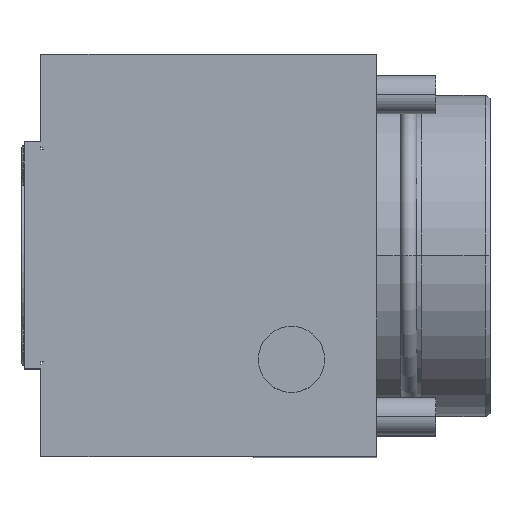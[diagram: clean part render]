
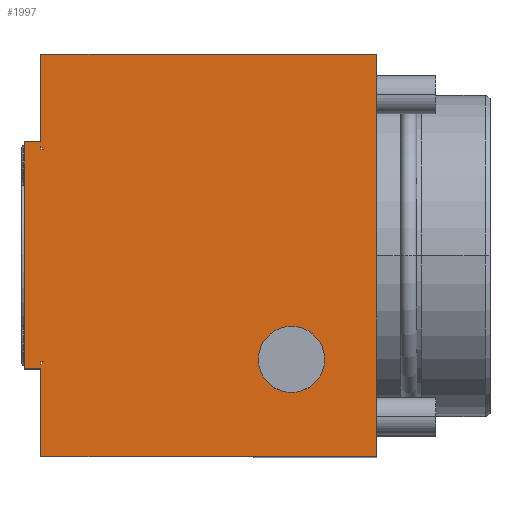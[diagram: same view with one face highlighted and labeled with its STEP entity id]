
A CAD part, top view. The second image highlights one B-rep face of the part: STEP entity #1997.
In plain terms, the highlighted planar face has unit normal (0, 0, 1).
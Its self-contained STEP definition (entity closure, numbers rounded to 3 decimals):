
#173=DIRECTION('',(0.,-1.,0.));
#174=VECTOR('',#173,18.5);
#175=CARTESIAN_POINT('',(-71.,-24.,76.));
#176=LINE('',#175,#174);
#177=DIRECTION('',(1.,0.,0.));
#178=VECTOR('',#177,3.5);
#179=CARTESIAN_POINT('',(-74.5,24.,76.));
#180=LINE('',#179,#178);
#181=DIRECTION('',(0.,-1.,0.));
#182=VECTOR('',#181,18.5);
#183=CARTESIAN_POINT('',(-71.,42.5,76.));
#184=LINE('',#183,#182);
#185=DIRECTION('',(-1.,0.,0.));
#186=VECTOR('',#185,71.);
#187=CARTESIAN_POINT('',(0.,42.5,76.));
#188=LINE('',#187,#186);
#189=DIRECTION('',(0.,1.,0.));
#190=VECTOR('',#189,85.);
#191=CARTESIAN_POINT('',(0.,-42.5,76.));
#192=LINE('',#191,#190);
#193=DIRECTION('',(1.,0.,0.));
#194=VECTOR('',#193,71.);
#195=CARTESIAN_POINT('',(-71.,-42.5,76.));
#196=LINE('',#195,#194);
#197=DIRECTION('',(0.707,-0.707,0.));
#198=VECTOR('',#197,0.707);
#199=CARTESIAN_POINT('',(-71.,23.,76.));
#200=LINE('',#199,#198);
#201=DIRECTION('',(0.,-1.,0.));
#202=VECTOR('',#201,0.5);
#203=CARTESIAN_POINT('',(-71.,23.,76.));
#204=LINE('',#203,#202);
#205=DIRECTION('',(1.,0.,0.));
#206=VECTOR('',#205,0.5);
#207=CARTESIAN_POINT('',(-71.,22.5,76.));
#208=LINE('',#207,#206);
#209=DIRECTION('',(-0.707,-0.707,0.));
#210=VECTOR('',#209,0.707);
#211=CARTESIAN_POINT('',(-70.5,-22.5,76.));
#212=LINE('',#211,#210);
#213=DIRECTION('',(0.,-1.,0.));
#214=VECTOR('',#213,0.5);
#215=CARTESIAN_POINT('',(-71.,-22.5,76.));
#216=LINE('',#215,#214);
#217=CARTESIAN_POINT('',(-18.,-22.,76.));
#218=DIRECTION('',(0.,0.,-1.));
#219=DIRECTION('',(-1.,0.,0.));
#220=AXIS2_PLACEMENT_3D('',#217,#218,#219);
#222=CARTESIAN_POINT('',(-18.,-22.,76.));
#223=DIRECTION('',(0.,0.,-1.));
#224=DIRECTION('',(1.,0.,0.));
#225=AXIS2_PLACEMENT_3D('',#222,#223,#224);
#243=DIRECTION('',(1.,0.,0.));
#244=VECTOR('',#243,3.5);
#245=CARTESIAN_POINT('',(-74.5,-24.,76.));
#246=LINE('',#245,#244);
#263=DIRECTION('',(1.,0.,0.));
#264=VECTOR('',#263,0.5);
#265=CARTESIAN_POINT('',(-71.,-22.5,76.));
#266=LINE('',#265,#264);
#347=DIRECTION('',(0.,-1.,0.));
#348=VECTOR('',#347,48.);
#349=CARTESIAN_POINT('',(-74.5,24.,76.));
#350=LINE('',#349,#348);
#1387=CARTESIAN_POINT('',(0.,-42.5,76.));
#1388=CARTESIAN_POINT('',(0.,42.5,76.));
#1389=VERTEX_POINT('',#1387);
#1390=VERTEX_POINT('',#1388);
#1391=CARTESIAN_POINT('',(-71.,42.5,76.));
#1392=VERTEX_POINT('',#1391);
#1393=CARTESIAN_POINT('',(-71.,-42.5,76.));
#1394=VERTEX_POINT('',#1393);
#1535=CARTESIAN_POINT('',(-74.5,-24.,76.));
#1537=VERTEX_POINT('',#1535);
#1541=CARTESIAN_POINT('',(-74.5,24.,76.));
#1542=VERTEX_POINT('',#1541);
#1543=CARTESIAN_POINT('',(-71.,-22.5,76.));
#1545=VERTEX_POINT('',#1543);
#1548=CARTESIAN_POINT('',(-71.,22.5,76.));
#1550=VERTEX_POINT('',#1548);
#1563=CARTESIAN_POINT('',(-71.,-24.,76.));
#1565=VERTEX_POINT('',#1563);
#1573=CARTESIAN_POINT('',(-71.,24.,76.));
#1574=VERTEX_POINT('',#1573);
#1595=CARTESIAN_POINT('',(-71.,-23.,76.));
#1596=VERTEX_POINT('',#1595);
#1597=CARTESIAN_POINT('',(-70.5,-22.5,76.));
#1598=VERTEX_POINT('',#1597);
#1599=CARTESIAN_POINT('',(-71.,23.,76.));
#1600=VERTEX_POINT('',#1599);
#1601=CARTESIAN_POINT('',(-70.5,22.5,76.));
#1602=VERTEX_POINT('',#1601);
#1687=CARTESIAN_POINT('',(-25.,-22.,76.));
#1688=CARTESIAN_POINT('',(-11.,-22.,76.));
#1689=VERTEX_POINT('',#1687);
#1690=VERTEX_POINT('',#1688);
#1955=CARTESIAN_POINT('',(0.,0.,76.));
#1956=DIRECTION('',(0.,0.,1.));
#1957=DIRECTION('',(0.,1.,0.));
#1958=AXIS2_PLACEMENT_3D('',#1955,#1956,#1957);
#1959=PLANE('',#1958);
#1961=ORIENTED_EDGE('',*,*,#1960,.F.);
#1963=ORIENTED_EDGE('',*,*,#1962,.F.);
#1965=ORIENTED_EDGE('',*,*,#1964,.F.);
#1967=ORIENTED_EDGE('',*,*,#1966,.T.);
#1969=ORIENTED_EDGE('',*,*,#1968,.F.);
#1970=ORIENTED_EDGE('',*,*,#1888,.F.);
#1972=ORIENTED_EDGE('',*,*,#1971,.F.);
#1974=ORIENTED_EDGE('',*,*,#1973,.F.);
#1975=EDGE_LOOP('',(#1961,#1963,#1965,#1967,#1969,#1970,#1972,#1974));
#1976=FACE_OUTER_BOUND('',#1975,.F.);
#1978=ORIENTED_EDGE('',*,*,#1977,.F.);
#1980=ORIENTED_EDGE('',*,*,#1979,.T.);
#1982=ORIENTED_EDGE('',*,*,#1981,.T.);
#1983=EDGE_LOOP('',(#1978,#1980,#1982));
#1984=FACE_BOUND('',#1983,.F.);
#1985=ORIENTED_EDGE('',*,*,#1935,.F.);
#1987=ORIENTED_EDGE('',*,*,#1986,.F.);
#1988=ORIENTED_EDGE('',*,*,#1946,.T.);
#1989=EDGE_LOOP('',(#1985,#1987,#1988));
#1990=FACE_BOUND('',#1989,.F.);
#1992=ORIENTED_EDGE('',*,*,#1991,.F.);
#1994=ORIENTED_EDGE('',*,*,#1993,.F.);
#1995=EDGE_LOOP('',(#1992,#1994));
#1996=FACE_BOUND('',#1995,.F.);
#1997=ADVANCED_FACE('',(#1976,#1984,#1990,#1996),#1959,.T.);
#221=CIRCLE('',#220,7.);
#226=CIRCLE('',#225,7.);
#1888=EDGE_CURVE('',#1390,#1392,#188,.T.);
#1935=EDGE_CURVE('',#1598,#1596,#212,.T.);
#1946=EDGE_CURVE('',#1545,#1596,#216,.T.);
#1960=EDGE_CURVE('',#1565,#1394,#176,.T.);
#1962=EDGE_CURVE('',#1537,#1565,#246,.T.);
#1964=EDGE_CURVE('',#1542,#1537,#350,.T.);
#1966=EDGE_CURVE('',#1542,#1574,#180,.T.);
#1968=EDGE_CURVE('',#1392,#1574,#184,.T.);
#1971=EDGE_CURVE('',#1389,#1390,#192,.T.);
#1973=EDGE_CURVE('',#1394,#1389,#196,.T.);
#1977=EDGE_CURVE('',#1600,#1602,#200,.T.);
#1979=EDGE_CURVE('',#1600,#1550,#204,.T.);
#1981=EDGE_CURVE('',#1550,#1602,#208,.T.);
#1986=EDGE_CURVE('',#1545,#1598,#266,.T.);
#1991=EDGE_CURVE('',#1689,#1690,#221,.T.);
#1993=EDGE_CURVE('',#1690,#1689,#226,.T.);
